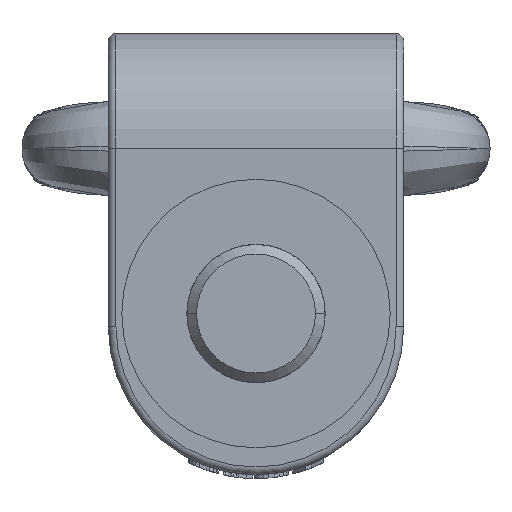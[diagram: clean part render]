
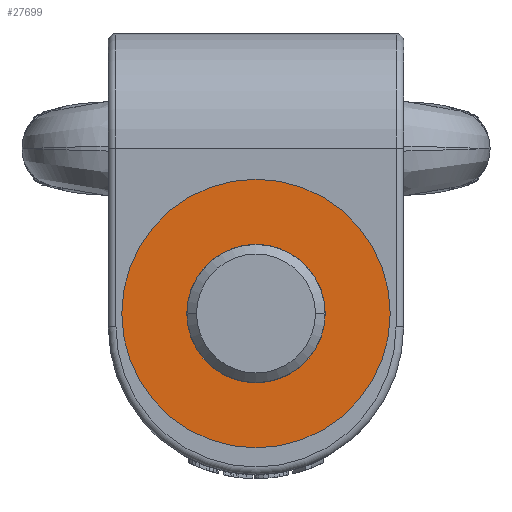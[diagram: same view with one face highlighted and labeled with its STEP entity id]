
A CAD part, front view. The second image highlights one B-rep face of the part: STEP entity #27699.
In plain terms, the highlighted face is planar.
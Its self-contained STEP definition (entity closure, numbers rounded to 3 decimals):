
#27538=CARTESIAN_POINT('',(0.,0.,38.5));
#27539=DIRECTION('',(0.,0.,-1.));
#27540=DIRECTION('',(1.,0.,0.));
#27541=AXIS2_PLACEMENT_3D('',#27538,#27539,#27540);
#27543=CARTESIAN_POINT('',(0.,0.,38.5));
#27544=DIRECTION('',(0.,0.,1.));
#27545=DIRECTION('',(1.,0.,0.));
#27546=AXIS2_PLACEMENT_3D('',#27543,#27544,#27545);
#27548=CARTESIAN_POINT('',(0.,0.,38.5));
#27549=DIRECTION('',(0.,0.,1.));
#27550=DIRECTION('',(1.,0.,0.));
#27551=AXIS2_PLACEMENT_3D('',#27548,#27549,#27550);
#27561=CARTESIAN_POINT('',(0.,0.,38.5));
#27562=DIRECTION('',(0.,0.,-1.));
#27563=DIRECTION('',(1.,0.,0.));
#27564=AXIS2_PLACEMENT_3D('',#27561,#27562,#27563);
#27650=CARTESIAN_POINT('',(35.,0.,38.5));
#27652=VERTEX_POINT('',#27650);
#27663=CARTESIAN_POINT('',(18.05,0.,38.5));
#27665=VERTEX_POINT('',#27663);
#27666=CARTESIAN_POINT('',(-35.,0.,38.5));
#27668=VERTEX_POINT('',#27666);
#27679=CARTESIAN_POINT('',(-18.05,0.,38.5));
#27681=VERTEX_POINT('',#27679);
#27682=CARTESIAN_POINT('',(0.,0.,38.5));
#27683=DIRECTION('',(0.,0.,1.));
#27684=DIRECTION('',(-1.,0.,0.));
#27685=AXIS2_PLACEMENT_3D('',#27682,#27683,#27684);
#27686=PLANE('',#27685);
#27688=ORIENTED_EDGE('',*,*,#27687,.F.);
#27690=ORIENTED_EDGE('',*,*,#27689,.T.);
#27691=EDGE_LOOP('',(#27688,#27690));
#27692=FACE_OUTER_BOUND('',#27691,.F.);
#27694=ORIENTED_EDGE('',*,*,#27693,.F.);
#27696=ORIENTED_EDGE('',*,*,#27695,.T.);
#27697=EDGE_LOOP('',(#27694,#27696));
#27698=FACE_BOUND('',#27697,.F.);
#27699=ADVANCED_FACE('',(#27692,#27698),#27686,.T.);
#27542=CIRCLE('',#27541,18.05);
#27547=CIRCLE('',#27546,18.05);
#27552=CIRCLE('',#27551,35.);
#27565=CIRCLE('',#27564,35.);
#27687=EDGE_CURVE('',#27652,#27668,#27552,.T.);
#27689=EDGE_CURVE('',#27652,#27668,#27565,.T.);
#27693=EDGE_CURVE('',#27665,#27681,#27542,.T.);
#27695=EDGE_CURVE('',#27665,#27681,#27547,.T.);
